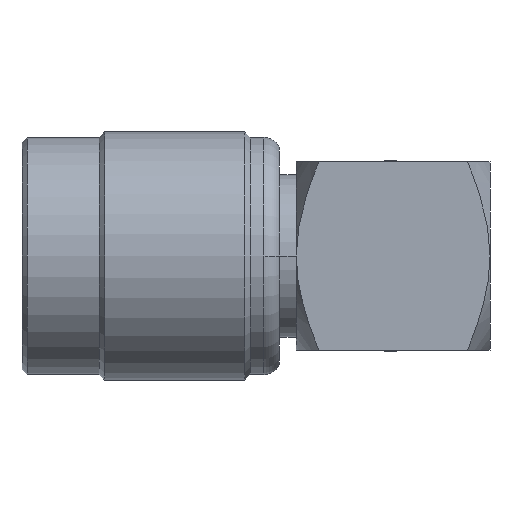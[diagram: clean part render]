
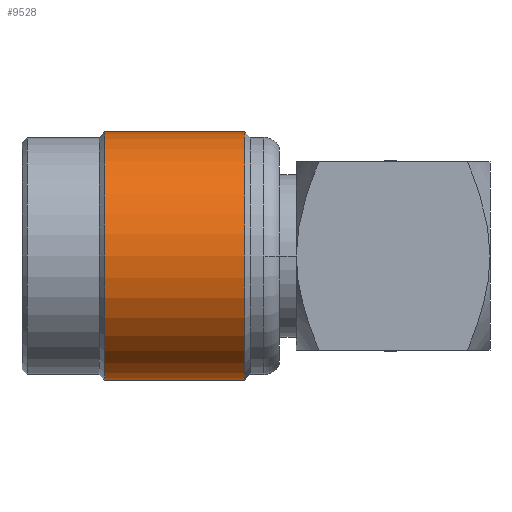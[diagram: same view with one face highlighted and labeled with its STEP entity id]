
A CAD part, front view. The second image highlights one B-rep face of the part: STEP entity #9528.
In plain terms, the highlighted cylindrical face has radius 7.24 mm (diameter 14.48 mm), a partial arc.
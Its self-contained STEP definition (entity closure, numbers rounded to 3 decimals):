
#2938=CARTESIAN_POINT('',(4.82,0.,0.));
#2939=DIRECTION('',(-1.,0.,0.));
#2940=DIRECTION('',(0.,0.,-1.));
#2941=AXIS2_PLACEMENT_3D('',#2938,#2939,#2940);
#2943=DIRECTION('',(-1.,0.,0.));
#2944=VECTOR('',#2943,8.187);
#2945=CARTESIAN_POINT('',(13.007,0.,-7.24));
#2946=LINE('',#2945,#2944);
#2947=DIRECTION('',(-1.,0.,0.));
#2948=VECTOR('',#2947,8.187);
#2949=CARTESIAN_POINT('',(13.007,0.,7.24));
#2950=LINE('',#2949,#2948);
#2951=CARTESIAN_POINT('',(13.007,0.,0.));
#2952=DIRECTION('',(-1.,0.,0.));
#2953=DIRECTION('',(0.,0.,-1.));
#2954=AXIS2_PLACEMENT_3D('',#2951,#2952,#2953);
#5545=CARTESIAN_POINT('',(13.007,0.,-7.24));
#5547=VERTEX_POINT('',#5545);
#5548=CARTESIAN_POINT('',(4.82,0.,-7.24));
#5549=VERTEX_POINT('',#5548);
#5563=CARTESIAN_POINT('',(13.007,0.,7.24));
#5565=VERTEX_POINT('',#5563);
#5566=CARTESIAN_POINT('',(4.82,0.,7.24));
#5567=VERTEX_POINT('',#5566);
#9514=CARTESIAN_POINT('',(-0.75,0.,0.));
#9515=DIRECTION('',(1.,0.,0.));
#9516=DIRECTION('',(0.,0.,1.));
#9517=AXIS2_PLACEMENT_3D('',#9514,#9515,#9516);
#9518=CYLINDRICAL_SURFACE('',#9517,7.24);
#9520=ORIENTED_EDGE('',*,*,#9519,.T.);
#9521=ORIENTED_EDGE('',*,*,#9509,.T.);
#9523=ORIENTED_EDGE('',*,*,#9522,.F.);
#9525=ORIENTED_EDGE('',*,*,#9524,.F.);
#9526=EDGE_LOOP('',(#9520,#9521,#9523,#9525));
#9527=FACE_OUTER_BOUND('',#9526,.F.);
#9528=ADVANCED_FACE('',(#9527),#9518,.T.);
#2942=CIRCLE('',#2941,7.24);
#2955=CIRCLE('',#2954,7.24);
#9509=EDGE_CURVE('',#5549,#5567,#2942,.T.);
#9519=EDGE_CURVE('',#5547,#5549,#2946,.T.);
#9522=EDGE_CURVE('',#5565,#5567,#2950,.T.);
#9524=EDGE_CURVE('',#5547,#5565,#2955,.T.);
